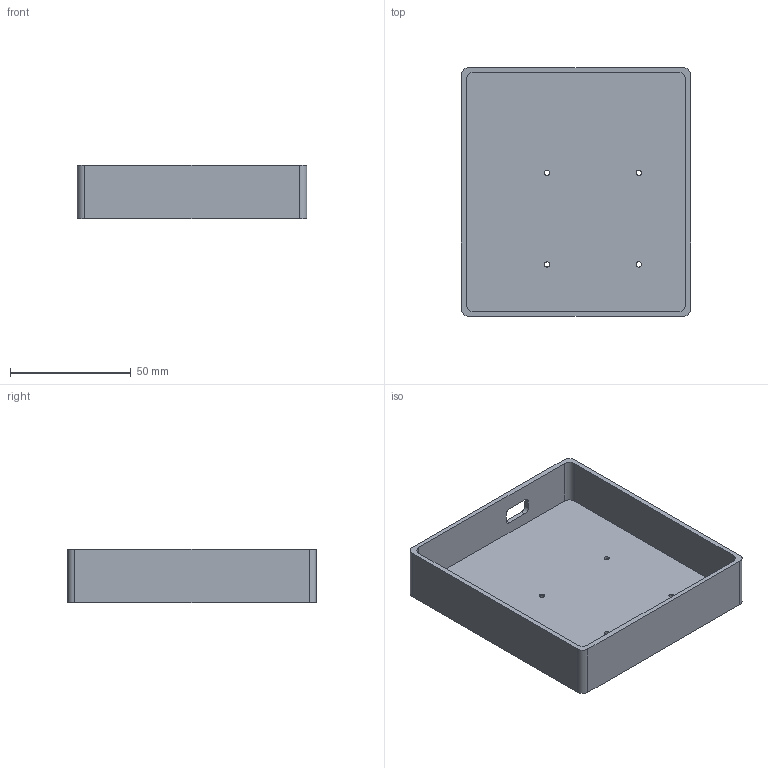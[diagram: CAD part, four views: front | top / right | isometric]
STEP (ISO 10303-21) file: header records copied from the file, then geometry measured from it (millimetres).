
FILE_DESCRIPTION(/* description */ (''),/* implementation_level */ '2;1');
FILE_NAME(/* name */ 'Plaid-Pad Case MX v4.step',/* time_stamp */ '2020-06-21T20:06:34+02:00',/* author */ (''),/* organization */ (''),/* preprocessor_version */ 'ST-DEVELOPER v18.1',/* originating_system */ 'Autodesk Translation Framework v9.3.0.1241',/* authorisation */ '');
FILE_SCHEMA (('AUTOMOTIVE_DESIGN { 1 0 10303 214 3 1 1 }'));
Length unit declared in the file: millimetre
Products named in the file (1): Plaid-Pad Case MX
Bounding box: 95 x 103 x 22 mm (x, y, z)
Volume: 43782.7 mm3; surface area: 35269.4 mm2
Topology: 1 solids, 1 shells, 87 faces, 240 edges, 160 vertices
Faces by surface type: cylinder 42, bspline 26, plane 19
Full cylindrical faces by diameter (mm): 4.5 x4
Entity records: 3023 total; most frequent: CARTESIAN_POINT 842, ORIENTED_EDGE 480, DIRECTION 396, EDGE_CURVE 240, VERTEX_POINT 160, AXIS2_PLACEMENT_3D 146, LINE 104, VECTOR 104
